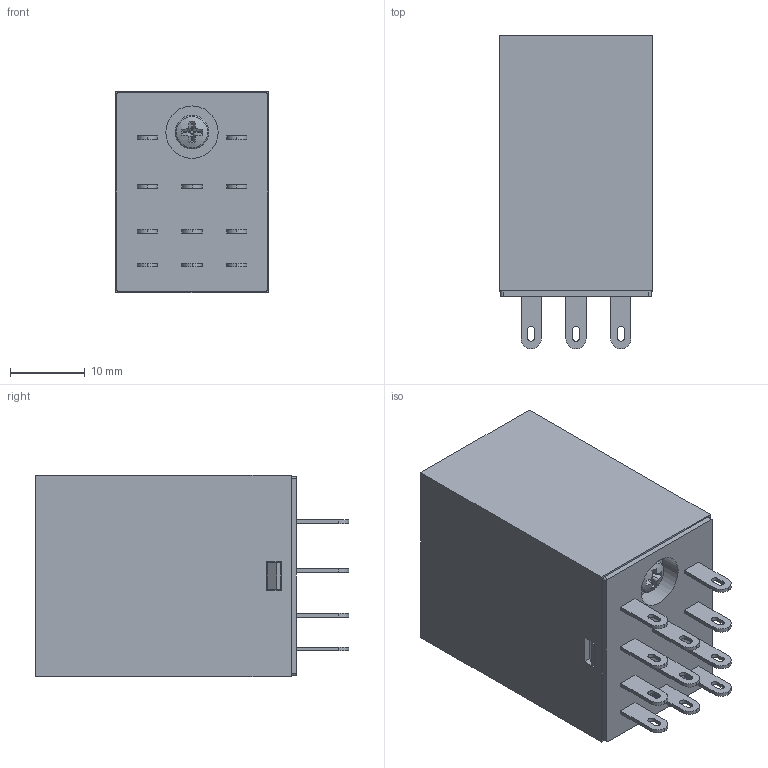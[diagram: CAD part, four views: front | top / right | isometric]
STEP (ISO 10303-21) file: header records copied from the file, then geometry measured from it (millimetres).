
FILE_DESCRIPTION (( 'STEP AP203' ), '1' );
FILE_NAME ('78-3.STEP', '2017-10-23T13:14:18', ( '' ), ( '' ), 'SwSTEP 2.0', 'SolidWorks 2014', '' );
FILE_SCHEMA (( 'CONFIG_CONTROL_DESIGN' ));
Length unit declared in the file: millimetre
Products named in the file (1): 78-3
Bounding box: 20.5 x 41.9 x 27 mm (x, y, z)
Volume: 19291.6 mm3; surface area: 5044.6 mm2
Topology: 1 solids, 1 shells, 176 faces, 466 edges, 310 vertices
Faces by surface type: plane 120, cylinder 54, sphere 1, torus 1
Full cylindrical faces by diameter (mm): 4.5 x1, 7 x1
Entity records: 5556 total; most frequent: CARTESIAN_POINT 980, ORIENTED_EDGE 924, DIRECTION 921, EDGE_CURVE 462, VECTOR 341, LINE 341, VERTEX_POINT 309, AXIS2_PLACEMENT_3D 290
